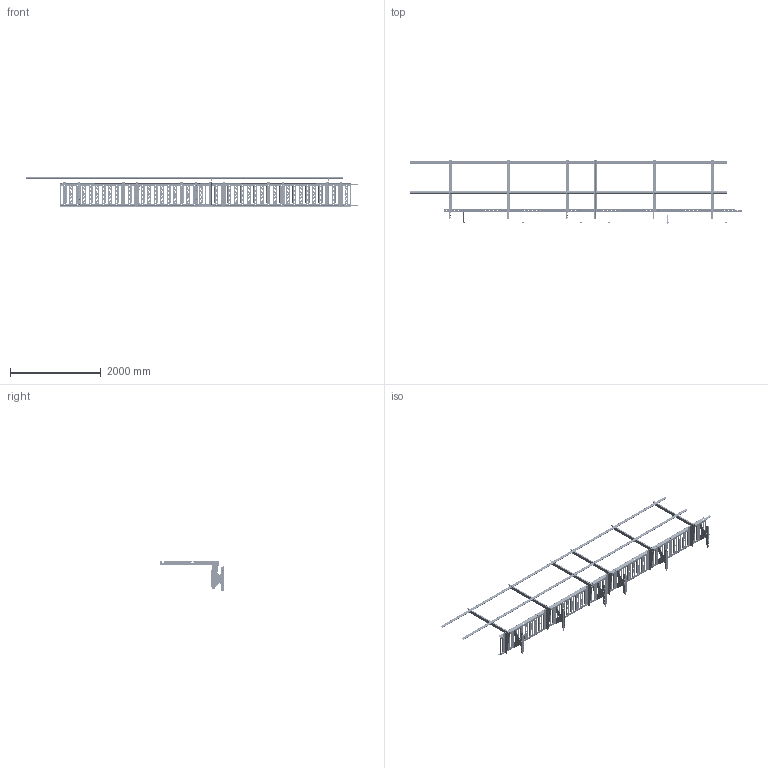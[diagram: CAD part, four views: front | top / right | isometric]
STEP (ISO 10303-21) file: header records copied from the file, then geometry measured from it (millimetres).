
FILE_DESCRIPTION(('FreeCAD Model'),'2;1');
FILE_NAME('Open CASCADE Shape Model','2025-05-01T10:26:37',('FreeCAD'),( 'FreeCAD'),'Open CASCADE STEP processor 7.6','FreeCAD','Unknown');
FILE_SCHEMA(('AUTOMOTIVE_DESIGN { 1 0 10303 214 1 1 1 1 }'));
Products named in the file (1): Open CASCADE STEP translator 7.6 1
Bounding box: 7328.25 x 1425.75 x 684.21 mm (x, y, z)
Volume: 20661825.1 mm3; surface area: 18621577 mm2
Topology: 100 solids, 100 shells, 10056 faces, 27812 edges, 17914 vertices
Faces by surface type: bspline 10056
Entity records: 325878 total; most frequent: CARTESIAN_POINT 164393, ORIENTED_EDGE 55624, EDGE_CURVE 27812, B_SPLINE_CURVE_WITH_KNOTS 19186, VERTEX_POINT 17914, FACE_BOUND 12406, EDGE_LOOP 12406, ADVANCED_FACE 10056
